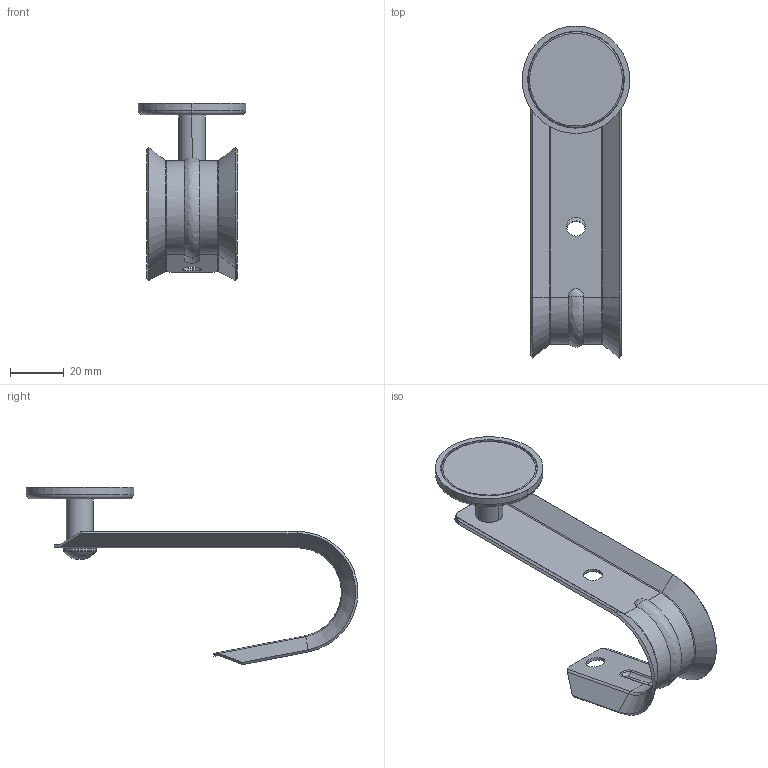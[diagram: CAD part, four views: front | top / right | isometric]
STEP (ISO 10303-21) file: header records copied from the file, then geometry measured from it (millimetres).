
FILE_DESCRIPTION (( 'STEP AP203' ), '1' );
FILE_NAME ('JH21MS.STEP', '2022-11-16T16:28:19', ( '' ), ( '' ), 'SwSTEP 2.0', 'SolidWorks 2021', '' );
FILE_SCHEMA (( 'CONFIG_CONTROL_DESIGN' ));
Length unit declared in the file: millimetre
Products named in the file (6): JH21MS; MAGNET; JH21; MAGNET CUP 40mm; MAG4TF; .25-20 X .5  Zinc-Plated Steel Pan Head Phillips Screw_.25-20 X .5 PHPS
Assembly tree (5 placements, depth 3):
  JH21MS
    JH21
    MAG4TF
      MAGNET CUP 40mm
      MAGNET
    .25-20 X .5  Zinc-Plated Steel Pan Head Phillips Screw_.25-20 X .5 PHPS
Bounding box: 40 x 123.5 x 66 mm (x, y, z)
Volume: 13342.1 mm3; surface area: 19924.1 mm2
Topology: 4 solids, 4 shells, 304 faces, 812 edges, 532 vertices
Faces by surface type: plane 121, bspline 77, cylinder 55, cone 24, torus 21, sphere 6
Entity records: 15204 total; most frequent: CARTESIAN_POINT 7524, ORIENTED_EDGE 1620, DIRECTION 1249, EDGE_CURVE 810, VERTEX_POINT 532, AXIS2_PLACEMENT_3D 419, VECTOR 411, LINE 411
